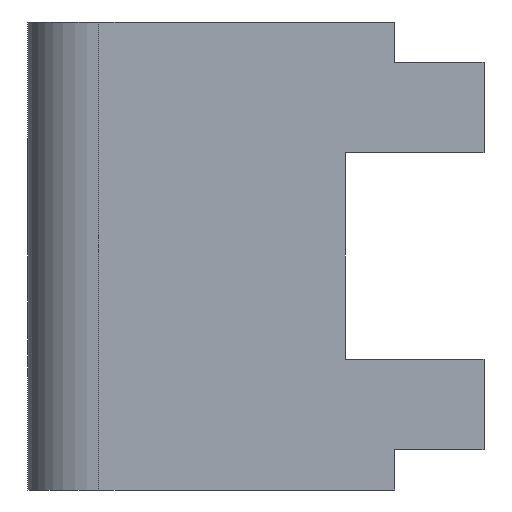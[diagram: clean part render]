
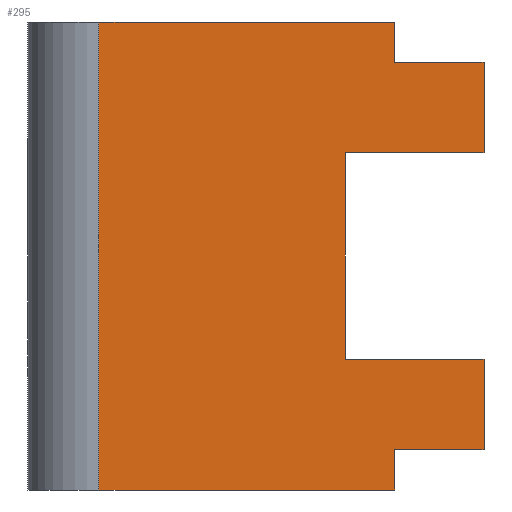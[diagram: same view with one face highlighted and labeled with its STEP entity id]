
A CAD part, left-side view. The second image highlights one B-rep face of the part: STEP entity #295.
In plain terms, the highlighted planar face has unit normal (-1, 0, 0).
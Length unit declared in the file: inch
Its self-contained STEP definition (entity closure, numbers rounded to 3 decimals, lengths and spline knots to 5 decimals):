
#1 = LINE ( 'NONE', #1495, #1637 ) ;
#14 = ORIENTED_EDGE ( 'NONE', *, *, #514, .F. ) ;
#26 = VECTOR ( 'NONE', #500, 39.37008 ) ;
#44 = CARTESIAN_POINT ( 'NONE',  ( -0.155, 0.23, 0.2235 ) ) ;
#45 = FACE_OUTER_BOUND ( 'NONE', #1718, .T. ) ;
#111 = ORIENTED_EDGE ( 'NONE', *, *, #428, .F. ) ;
#128 = EDGE_CURVE ( 'NONE', #1621, #560, #390, .T. ) ;
#146 = VECTOR ( 'NONE', #1105, 39.37008 ) ;
#164 = VERTEX_POINT ( 'NONE', #596 ) ;
#165 = DIRECTION ( 'NONE',  ( 0., 0., 1. ) ) ;
#224 = LINE ( 'NONE', #1115, #1158 ) ;
#228 = EDGE_CURVE ( 'NONE', #643, #371, #1730, .T. ) ;
#247 = VERTEX_POINT ( 'NONE', #611 ) ;
#292 = ORIENTED_EDGE ( 'NONE', *, *, #228, .F. ) ;
#295 = ADVANCED_FACE ( 'NONE', ( #45 ), #763, .F. ) ;
#313 = CARTESIAN_POINT ( 'NONE',  ( -0.155, 0.03, 0.0265 ) ) ;
#318 = VECTOR ( 'NONE', #372, 39.37008 ) ;
#334 = DIRECTION ( 'NONE',  ( 0., 1., 0. ) ) ;
#369 = ORIENTED_EDGE ( 'NONE', *, *, #1284, .F. ) ;
#371 = VERTEX_POINT ( 'NONE', #1612 ) ;
#372 = DIRECTION ( 'NONE',  ( 0., 0., 1. ) ) ;
#390 = LINE ( 'NONE', #313, #1250 ) ;
#395 = ORIENTED_EDGE ( 'NONE', *, *, #599, .F. ) ;
#396 = CARTESIAN_POINT ( 'NONE',  ( -0.155, 0.13794, 0.2835 ) ) ;
#406 = CARTESIAN_POINT ( 'NONE',  ( -0.155, 0.23, 0.2235 ) ) ;
#408 = CARTESIAN_POINT ( 'NONE',  ( -0.155, 0.23, 0.0865 ) ) ;
#414 = EDGE_CURVE ( 'NONE', #959, #833, #1, .T. ) ;
#419 = ORIENTED_EDGE ( 'NONE', *, *, #128, .F. ) ;
#428 = EDGE_CURVE ( 'NONE', #371, #247, #681, .T. ) ;
#448 = EDGE_CURVE ( 'NONE', #247, #164, #1328, .T. ) ;
#471 = AXIS2_PLACEMENT_3D ( 'NONE', #486, #1585, #1747 ) ;
#486 = CARTESIAN_POINT ( 'NONE',  ( -0.155, 0.393, 0.31 ) ) ;
#500 = DIRECTION ( 'NONE',  ( 0., -1., 0. ) ) ;
#514 = EDGE_CURVE ( 'NONE', #1715, #688, #999, .T. ) ;
#515 = VECTOR ( 'NONE', #334, 39.37008 ) ;
#524 = EDGE_CURVE ( 'NONE', #560, #643, #1245, .T. ) ;
#530 = LINE ( 'NONE', #1049, #897 ) ;
#560 = VERTEX_POINT ( 'NONE', #1246 ) ;
#567 = DIRECTION ( 'NONE',  ( 0., -1., 0. ) ) ;
#572 = ORIENTED_EDGE ( 'NONE', *, *, #414, .T. ) ;
#596 = CARTESIAN_POINT ( 'NONE',  ( -0.155, 0.197, 0.31 ) ) ;
#599 = EDGE_CURVE ( 'NONE', #959, #1715, #530, .T. ) ;
#611 = CARTESIAN_POINT ( 'NONE',  ( -0.155, 0.393, 0.31 ) ) ;
#643 = VERTEX_POINT ( 'NONE', #1397 ) ;
#681 = LINE ( 'NONE', #1484, #318 ) ;
#688 = VERTEX_POINT ( 'NONE', #408 ) ;
#696 = VERTEX_POINT ( 'NONE', #1506 ) ;
#711 = ORIENTED_EDGE ( 'NONE', *, *, #524, .F. ) ;
#763 = PLANE ( 'NONE',  #471 ) ;
#833 = VERTEX_POINT ( 'NONE', #396 ) ;
#897 = VECTOR ( 'NONE', #1189, 39.37008 ) ;
#933 = LINE ( 'NONE', #1530, #1183 ) ;
#959 = VERTEX_POINT ( 'NONE', #1720 ) ;
#999 = LINE ( 'NONE', #406, #146 ) ;
#1009 = CARTESIAN_POINT ( 'NONE',  ( -0.155, 0.408, 0. ) ) ;
#1014 = DIRECTION ( 'NONE',  ( 0., 1., 0. ) ) ;
#1049 = CARTESIAN_POINT ( 'NONE',  ( -0.155, 0.23, 0.2235 ) ) ;
#1071 = VECTOR ( 'NONE', #1096, 39.37008 ) ;
#1076 = CARTESIAN_POINT ( 'NONE',  ( -0.155, 0.393, 0.31 ) ) ;
#1096 = DIRECTION ( 'NONE',  ( 0., 0., -1. ) ) ;
#1105 = DIRECTION ( 'NONE',  ( 0., 0., -1. ) ) ;
#1115 = CARTESIAN_POINT ( 'NONE',  ( -0.155, 0.23, 0.0865 ) ) ;
#1120 = VERTEX_POINT ( 'NONE', #1643 ) ;
#1139 = ORIENTED_EDGE ( 'NONE', *, *, #1273, .F. ) ;
#1158 = VECTOR ( 'NONE', #567, 39.37008 ) ;
#1183 = VECTOR ( 'NONE', #1263, 39.37008 ) ;
#1185 = ORIENTED_EDGE ( 'NONE', *, *, #1262, .F. ) ;
#1189 = DIRECTION ( 'NONE',  ( 0., 1., 0. ) ) ;
#1245 = LINE ( 'NONE', #1373, #1071 ) ;
#1246 = CARTESIAN_POINT ( 'NONE',  ( -0.155, 0.197, 0.0265 ) ) ;
#1250 = VECTOR ( 'NONE', #1014, 39.37008 ) ;
#1262 = EDGE_CURVE ( 'NONE', #1120, #833, #1606, .T. ) ;
#1263 = DIRECTION ( 'NONE',  ( 0., 0., -1. ) ) ;
#1273 = EDGE_CURVE ( 'NONE', #688, #696, #224, .T. ) ;
#1284 = EDGE_CURVE ( 'NONE', #164, #1120, #933, .T. ) ;
#1328 = LINE ( 'NONE', #1076, #26 ) ;
#1373 = CARTESIAN_POINT ( 'NONE',  ( -0.155, 0.197, 0.0265 ) ) ;
#1391 = CARTESIAN_POINT ( 'NONE',  ( -0.155, 0.03, 0.2835 ) ) ;
#1397 = CARTESIAN_POINT ( 'NONE',  ( -0.155, 0.197, 0. ) ) ;
#1405 = DIRECTION ( 'NONE',  ( 0., -1., 0. ) ) ;
#1411 = ORIENTED_EDGE ( 'NONE', *, *, #448, .F. ) ;
#1427 = CARTESIAN_POINT ( 'NONE',  ( -0.155, 0.13794, 0.0265 ) ) ;
#1465 = VECTOR ( 'NONE', #165, 39.37008 ) ;
#1477 = DIRECTION ( 'NONE',  ( 0., 0., 1. ) ) ;
#1484 = CARTESIAN_POINT ( 'NONE',  ( -0.155, 0.393, 0.31 ) ) ;
#1495 = CARTESIAN_POINT ( 'NONE',  ( -0.155, 0.13794, 0.31 ) ) ;
#1506 = CARTESIAN_POINT ( 'NONE',  ( -0.155, 0.13794, 0.0865 ) ) ;
#1530 = CARTESIAN_POINT ( 'NONE',  ( -0.155, 0.197, 0.2835 ) ) ;
#1544 = EDGE_CURVE ( 'NONE', #1621, #696, #1712, .T. ) ;
#1585 = DIRECTION ( 'NONE',  ( 1., 0., 0. ) ) ;
#1606 = LINE ( 'NONE', #1391, #1656 ) ;
#1612 = CARTESIAN_POINT ( 'NONE',  ( -0.155, 0.393, 0. ) ) ;
#1621 = VERTEX_POINT ( 'NONE', #1427 ) ;
#1637 = VECTOR ( 'NONE', #1477, 39.37008 ) ;
#1643 = CARTESIAN_POINT ( 'NONE',  ( -0.155, 0.197, 0.2835 ) ) ;
#1656 = VECTOR ( 'NONE', #1405, 39.37008 ) ;
#1682 = CARTESIAN_POINT ( 'NONE',  ( -0.155, 0.13794, 0.31 ) ) ;
#1712 = LINE ( 'NONE', #1682, #1465 ) ;
#1715 = VERTEX_POINT ( 'NONE', #44 ) ;
#1718 = EDGE_LOOP ( 'NONE', ( #419, #1732, #1139, #14, #395, #572, #1185, #369, #1411, #111, #292, #711 ) ) ;
#1720 = CARTESIAN_POINT ( 'NONE',  ( -0.155, 0.13794, 0.2235 ) ) ;
#1730 = LINE ( 'NONE', #1009, #515 ) ;
#1732 = ORIENTED_EDGE ( 'NONE', *, *, #1544, .T. ) ;
#1747 = DIRECTION ( 'NONE',  ( 0., 0., -1. ) ) ;
